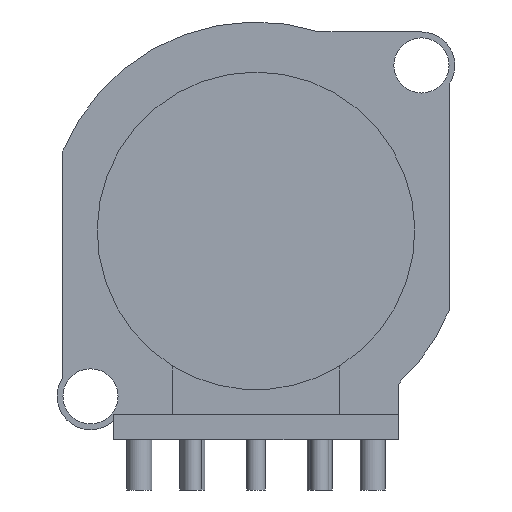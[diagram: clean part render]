
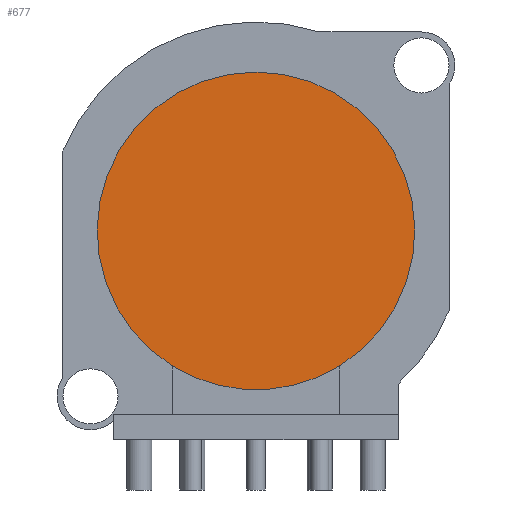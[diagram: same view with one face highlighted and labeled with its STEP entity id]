
A CAD part, front view. The second image highlights one B-rep face of the part: STEP entity #677.
In plain terms, the highlighted planar face has unit normal (0, -1, 0).
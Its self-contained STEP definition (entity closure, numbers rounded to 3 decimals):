
#72=CIRCLE('',#766,9.5);
#73=CIRCLE('',#768,9.5);
#129=FACE_OUTER_BOUND('',#185,.T.);
#185=EDGE_LOOP('',(#593,#594));
#349=VERTEX_POINT('',#1155);
#350=VERTEX_POINT('',#1157);
#434=EDGE_CURVE('',#349,#350,#72,.T.);
#435=EDGE_CURVE('',#349,#350,#73,.T.);
#593=ORIENTED_EDGE('',*,*,#434,.T.);
#594=ORIENTED_EDGE('',*,*,#435,.F.);
#636=PLANE('',#767);
#677=ADVANCED_FACE('',(#129),#636,.T.);
#766=AXIS2_PLACEMENT_3D('',#1159,#963,#964);
#767=AXIS2_PLACEMENT_3D('',#1160,#965,#966);
#768=AXIS2_PLACEMENT_3D('',#1161,#967,#968);
#963=DIRECTION('center_axis',(0.,-1.,0.));
#964=DIRECTION('ref_axis',(1.,0.,0.));
#965=DIRECTION('center_axis',(0.,-1.,0.));
#966=DIRECTION('ref_axis',(1.,0.,0.));
#967=DIRECTION('center_axis',(0.,1.,0.));
#968=DIRECTION('ref_axis',(1.,0.,0.));
#1155=CARTESIAN_POINT('',(5.,1.2,4.422));
#1157=CARTESIAN_POINT('',(-5.,1.2,4.422));
#1159=CARTESIAN_POINT('Origin',(0.,1.2,12.5));
#1160=CARTESIAN_POINT('Origin',(0.,1.2,12.5));
#1161=CARTESIAN_POINT('Origin',(0.,1.2,12.5));
